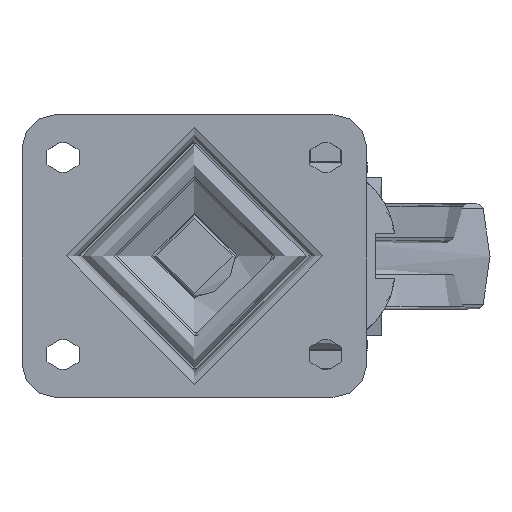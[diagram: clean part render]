
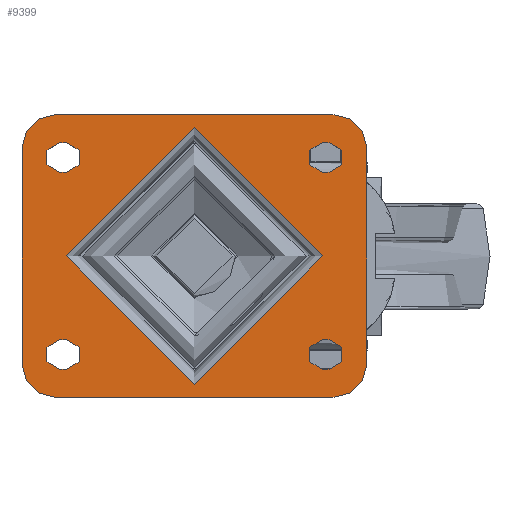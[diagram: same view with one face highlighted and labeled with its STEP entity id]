
A CAD part, top view. The second image highlights one B-rep face of the part: STEP entity #9399.
In plain terms, the highlighted planar face has unit normal (0, 0, 1).
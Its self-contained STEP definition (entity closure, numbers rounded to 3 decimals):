
#576=FACE_BOUND('',#3272,.T.);
#577=FACE_BOUND('',#3273,.T.);
#578=FACE_BOUND('',#3274,.T.);
#579=FACE_BOUND('',#3275,.T.);
#580=FACE_BOUND('',#3276,.T.);
#733=PLANE('',#10279);
#1183=LINE('',#14897,#1907);
#1184=LINE('',#14898,#1908);
#1185=LINE('',#14899,#1909);
#1186=LINE('',#14900,#1910);
#1187=LINE('',#14901,#1911);
#1188=LINE('',#14902,#1912);
#1189=LINE('',#14903,#1913);
#1190=LINE('',#14904,#1914);
#1191=LINE('',#14905,#1915);
#1192=LINE('',#14906,#1916);
#1193=LINE('',#14907,#1917);
#1194=LINE('',#14908,#1918);
#1907=VECTOR('',#11844,1000.);
#1908=VECTOR('',#11845,1000.);
#1909=VECTOR('',#11846,1000.);
#1910=VECTOR('',#11847,1000.);
#1911=VECTOR('',#11848,1000.);
#1912=VECTOR('',#11849,1000.);
#1913=VECTOR('',#11850,1000.);
#1914=VECTOR('',#11851,1000.);
#1915=VECTOR('',#11852,1000.);
#1916=VECTOR('',#11853,1000.);
#1917=VECTOR('',#11854,1000.);
#1918=VECTOR('',#11855,1000.);
#2709=FACE_OUTER_BOUND('',#3271,.T.);
#3271=EDGE_LOOP('',(#7200,#7201,#7202,#7203,#7204,#7205,#7206,#7207));
#3272=EDGE_LOOP('',(#7208));
#3273=EDGE_LOOP('',(#7209,#7210,#7211,#7212));
#3274=EDGE_LOOP('',(#7213,#7214,#7215,#7216));
#3275=EDGE_LOOP('',(#7217,#7218,#7219,#7220));
#3276=EDGE_LOOP('',(#7221,#7222,#7223,#7224));
#3720=CIRCLE('',#9952,4.5);
#3722=CIRCLE('',#9955,4.5);
#3724=CIRCLE('',#9958,4.5);
#3726=CIRCLE('',#9961,4.5);
#3728=CIRCLE('',#9964,4.5);
#3730=CIRCLE('',#9967,4.5);
#3732=CIRCLE('',#9970,4.5);
#3734=CIRCLE('',#9973,4.5);
#3735=CIRCLE('',#9975,10.);
#3737=CIRCLE('',#9978,10.);
#3739=CIRCLE('',#9981,10.);
#3741=CIRCLE('',#9984,10.);
#3751=CIRCLE('',#9998,39.);
#4124=VERTEX_POINT('',#13725);
#4125=VERTEX_POINT('',#13727);
#4128=VERTEX_POINT('',#13734);
#4129=VERTEX_POINT('',#13736);
#4132=VERTEX_POINT('',#13743);
#4133=VERTEX_POINT('',#13745);
#4136=VERTEX_POINT('',#13752);
#4137=VERTEX_POINT('',#13754);
#4140=VERTEX_POINT('',#13761);
#4141=VERTEX_POINT('',#13763);
#4144=VERTEX_POINT('',#13770);
#4145=VERTEX_POINT('',#13772);
#4148=VERTEX_POINT('',#13779);
#4149=VERTEX_POINT('',#13781);
#4152=VERTEX_POINT('',#13788);
#4153=VERTEX_POINT('',#13790);
#4154=VERTEX_POINT('',#13794);
#4155=VERTEX_POINT('',#13795);
#4158=VERTEX_POINT('',#13803);
#4159=VERTEX_POINT('',#13804);
#4162=VERTEX_POINT('',#13812);
#4163=VERTEX_POINT('',#13813);
#4166=VERTEX_POINT('',#13821);
#4167=VERTEX_POINT('',#13822);
#4176=VERTEX_POINT('',#13848);
#5010=EDGE_CURVE('',#4125,#4124,#3720,.T.);
#5014=EDGE_CURVE('',#4129,#4128,#3722,.T.);
#5018=EDGE_CURVE('',#4133,#4132,#3724,.T.);
#5022=EDGE_CURVE('',#4137,#4136,#3726,.T.);
#5026=EDGE_CURVE('',#4141,#4140,#3728,.T.);
#5030=EDGE_CURVE('',#4145,#4144,#3730,.T.);
#5034=EDGE_CURVE('',#4149,#4148,#3732,.T.);
#5038=EDGE_CURVE('',#4153,#4152,#3734,.T.);
#5040=EDGE_CURVE('',#4154,#4155,#3735,.T.);
#5044=EDGE_CURVE('',#4158,#4159,#3737,.T.);
#5048=EDGE_CURVE('',#4162,#4163,#3739,.T.);
#5052=EDGE_CURVE('',#4166,#4167,#3741,.T.);
#5065=EDGE_CURVE('',#4176,#4176,#3751,.T.);
#5430=EDGE_CURVE('',#4163,#4166,#1183,.T.);
#5431=EDGE_CURVE('',#4159,#4162,#1184,.T.);
#5432=EDGE_CURVE('',#4155,#4158,#1185,.T.);
#5433=EDGE_CURVE('',#4167,#4154,#1186,.T.);
#5434=EDGE_CURVE('',#4148,#4153,#1187,.T.);
#5435=EDGE_CURVE('',#4152,#4149,#1188,.T.);
#5436=EDGE_CURVE('',#4140,#4145,#1189,.T.);
#5437=EDGE_CURVE('',#4144,#4141,#1190,.T.);
#5438=EDGE_CURVE('',#4132,#4137,#1191,.T.);
#5439=EDGE_CURVE('',#4136,#4133,#1192,.T.);
#5440=EDGE_CURVE('',#4124,#4129,#1193,.T.);
#5441=EDGE_CURVE('',#4128,#4125,#1194,.T.);
#7200=ORIENTED_EDGE('',*,*,#5052,.F.);
#7201=ORIENTED_EDGE('',*,*,#5430,.F.);
#7202=ORIENTED_EDGE('',*,*,#5048,.F.);
#7203=ORIENTED_EDGE('',*,*,#5431,.F.);
#7204=ORIENTED_EDGE('',*,*,#5044,.F.);
#7205=ORIENTED_EDGE('',*,*,#5432,.F.);
#7206=ORIENTED_EDGE('',*,*,#5040,.F.);
#7207=ORIENTED_EDGE('',*,*,#5433,.F.);
#7208=ORIENTED_EDGE('',*,*,#5065,.F.);
#7209=ORIENTED_EDGE('',*,*,#5434,.T.);
#7210=ORIENTED_EDGE('',*,*,#5038,.T.);
#7211=ORIENTED_EDGE('',*,*,#5435,.T.);
#7212=ORIENTED_EDGE('',*,*,#5034,.T.);
#7213=ORIENTED_EDGE('',*,*,#5436,.T.);
#7214=ORIENTED_EDGE('',*,*,#5030,.T.);
#7215=ORIENTED_EDGE('',*,*,#5437,.T.);
#7216=ORIENTED_EDGE('',*,*,#5026,.T.);
#7217=ORIENTED_EDGE('',*,*,#5438,.T.);
#7218=ORIENTED_EDGE('',*,*,#5022,.T.);
#7219=ORIENTED_EDGE('',*,*,#5439,.T.);
#7220=ORIENTED_EDGE('',*,*,#5018,.T.);
#7221=ORIENTED_EDGE('',*,*,#5440,.T.);
#7222=ORIENTED_EDGE('',*,*,#5014,.T.);
#7223=ORIENTED_EDGE('',*,*,#5441,.T.);
#7224=ORIENTED_EDGE('',*,*,#5010,.T.);
#9399=ADVANCED_FACE('',(#2709,#576,#577,#578,#579,#580),#733,.T.);
#9952=AXIS2_PLACEMENT_3D('',#13728,#10978,#10979);
#9955=AXIS2_PLACEMENT_3D('',#13737,#10986,#10987);
#9958=AXIS2_PLACEMENT_3D('',#13746,#10994,#10995);
#9961=AXIS2_PLACEMENT_3D('',#13755,#11002,#11003);
#9964=AXIS2_PLACEMENT_3D('',#13764,#11010,#11011);
#9967=AXIS2_PLACEMENT_3D('',#13773,#11018,#11019);
#9970=AXIS2_PLACEMENT_3D('',#13782,#11026,#11027);
#9973=AXIS2_PLACEMENT_3D('',#13791,#11034,#11035);
#9975=AXIS2_PLACEMENT_3D('',#13796,#11039,#11040);
#9978=AXIS2_PLACEMENT_3D('',#13805,#11047,#11048);
#9981=AXIS2_PLACEMENT_3D('',#13814,#11055,#11056);
#9984=AXIS2_PLACEMENT_3D('',#13823,#11063,#11064);
#9998=AXIS2_PLACEMENT_3D('',#13849,#11094,#11095);
#10279=AXIS2_PLACEMENT_3D('',#14896,#11842,#11843);
#10978=DIRECTION('center_axis',(0.,0.,-1.));
#10979=DIRECTION('ref_axis',(1.,0.,0.));
#10986=DIRECTION('center_axis',(0.,0.,-1.));
#10987=DIRECTION('ref_axis',(-1.,0.,0.));
#10994=DIRECTION('center_axis',(0.,0.,-1.));
#10995=DIRECTION('ref_axis',(1.,0.,0.));
#11002=DIRECTION('center_axis',(0.,0.,-1.));
#11003=DIRECTION('ref_axis',(-1.,0.,0.));
#11010=DIRECTION('center_axis',(0.,0.,-1.));
#11011=DIRECTION('ref_axis',(-1.,0.,0.));
#11018=DIRECTION('center_axis',(0.,0.,-1.));
#11019=DIRECTION('ref_axis',(1.,0.,0.));
#11026=DIRECTION('center_axis',(0.,0.,-1.));
#11027=DIRECTION('ref_axis',(-1.,0.,0.));
#11034=DIRECTION('center_axis',(0.,0.,-1.));
#11035=DIRECTION('ref_axis',(1.,0.,0.));
#11039=DIRECTION('center_axis',(0.,0.,-1.));
#11040=DIRECTION('ref_axis',(-0.707,0.707,0.));
#11047=DIRECTION('center_axis',(0.,0.,-1.));
#11048=DIRECTION('ref_axis',(0.707,0.707,0.));
#11055=DIRECTION('center_axis',(0.,0.,-1.));
#11056=DIRECTION('ref_axis',(0.707,-0.707,0.));
#11063=DIRECTION('center_axis',(0.,0.,-1.));
#11064=DIRECTION('ref_axis',(-0.707,-0.707,0.));
#11094=DIRECTION('center_axis',(0.,0.,1.));
#11095=DIRECTION('ref_axis',(0.,-1.,0.));
#11842=DIRECTION('center_axis',(0.,0.,1.));
#11843=DIRECTION('ref_axis',(1.,0.,0.));
#11844=DIRECTION('',(-1.,0.,0.));
#11845=DIRECTION('',(0.,-1.,0.));
#11846=DIRECTION('',(1.,0.,0.));
#11847=DIRECTION('',(0.,1.,0.));
#11848=DIRECTION('',(-1.,0.,0.));
#11849=DIRECTION('',(1.,0.,0.));
#11850=DIRECTION('',(-1.,0.,0.));
#11851=DIRECTION('',(1.,0.,0.));
#11852=DIRECTION('',(1.,0.,0.));
#11853=DIRECTION('',(-1.,0.,0.));
#11854=DIRECTION('',(1.,0.,0.));
#11855=DIRECTION('',(-1.,0.,0.));
#13725=CARTESIAN_POINT('',(39.,-25.5,0.));
#13727=CARTESIAN_POINT('',(39.,-34.5,0.));
#13728=CARTESIAN_POINT('Origin',(39.,-30.,0.));
#13734=CARTESIAN_POINT('',(41.,-34.5,0.));
#13736=CARTESIAN_POINT('',(41.,-25.5,0.));
#13737=CARTESIAN_POINT('Origin',(41.,-30.,0.));
#13743=CARTESIAN_POINT('',(39.,34.5,0.));
#13745=CARTESIAN_POINT('',(39.,25.5,0.));
#13746=CARTESIAN_POINT('Origin',(39.,30.,0.));
#13752=CARTESIAN_POINT('',(41.,25.5,0.));
#13754=CARTESIAN_POINT('',(41.,34.5,0.));
#13755=CARTESIAN_POINT('Origin',(41.,30.,0.));
#13761=CARTESIAN_POINT('',(-39.,-34.5,0.));
#13763=CARTESIAN_POINT('',(-39.,-25.5,0.));
#13764=CARTESIAN_POINT('Origin',(-39.,-30.,0.));
#13770=CARTESIAN_POINT('',(-41.,-25.5,0.));
#13772=CARTESIAN_POINT('',(-41.,-34.5,0.));
#13773=CARTESIAN_POINT('Origin',(-41.,-30.,0.));
#13779=CARTESIAN_POINT('',(-39.,25.5,0.));
#13781=CARTESIAN_POINT('',(-39.,34.5,0.));
#13782=CARTESIAN_POINT('Origin',(-39.,30.,0.));
#13788=CARTESIAN_POINT('',(-41.,34.5,0.));
#13790=CARTESIAN_POINT('',(-41.,25.5,0.));
#13791=CARTESIAN_POINT('Origin',(-41.,30.,0.));
#13794=CARTESIAN_POINT('',(-52.5,33.,0.));
#13795=CARTESIAN_POINT('',(-42.5,43.,0.));
#13796=CARTESIAN_POINT('Origin',(-42.5,33.,0.));
#13803=CARTESIAN_POINT('',(42.5,43.,0.));
#13804=CARTESIAN_POINT('',(52.5,33.,0.));
#13805=CARTESIAN_POINT('Origin',(42.5,33.,0.));
#13812=CARTESIAN_POINT('',(52.5,-33.,0.));
#13813=CARTESIAN_POINT('',(42.5,-43.,0.));
#13814=CARTESIAN_POINT('Origin',(42.5,-33.,0.));
#13821=CARTESIAN_POINT('',(-42.5,-43.,0.));
#13822=CARTESIAN_POINT('',(-52.5,-33.,0.));
#13823=CARTESIAN_POINT('Origin',(-42.5,-33.,0.));
#13848=CARTESIAN_POINT('',(39.,0.,0.));
#13849=CARTESIAN_POINT('Origin',(0.,0.,0.));
#14896=CARTESIAN_POINT('Origin',(0.,0.,0.));
#14897=CARTESIAN_POINT('',(52.5,-43.,0.));
#14898=CARTESIAN_POINT('',(52.5,43.,0.));
#14899=CARTESIAN_POINT('',(-52.5,43.,0.));
#14900=CARTESIAN_POINT('',(-52.5,-43.,0.));
#14901=CARTESIAN_POINT('',(-41.,25.5,0.));
#14902=CARTESIAN_POINT('',(-41.,34.5,0.));
#14903=CARTESIAN_POINT('',(-41.,-34.5,0.));
#14904=CARTESIAN_POINT('',(-41.,-25.5,0.));
#14905=CARTESIAN_POINT('',(41.,34.5,0.));
#14906=CARTESIAN_POINT('',(41.,25.5,0.));
#14907=CARTESIAN_POINT('',(41.,-25.5,0.));
#14908=CARTESIAN_POINT('',(41.,-34.5,0.));
